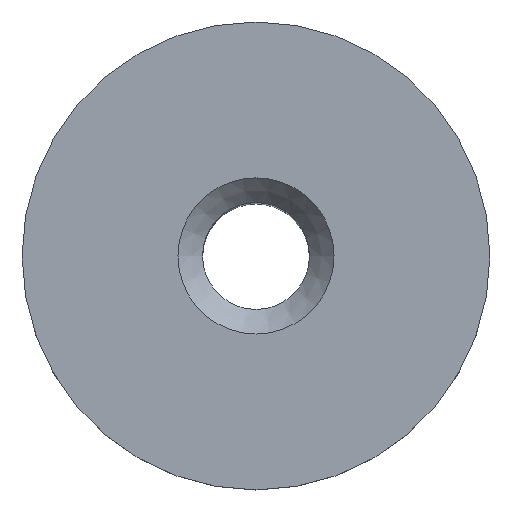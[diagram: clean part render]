
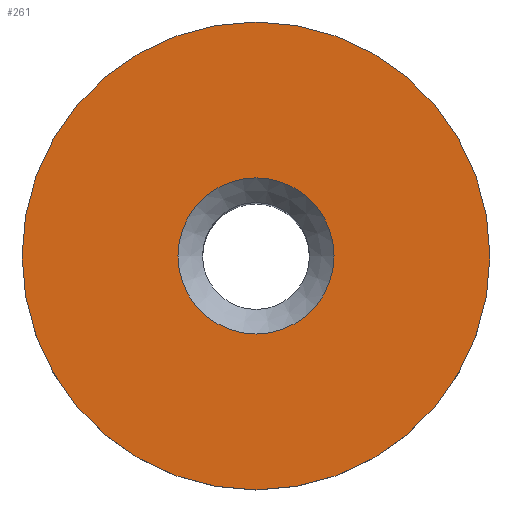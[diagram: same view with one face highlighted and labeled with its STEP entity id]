
A CAD part, top view. The second image highlights one B-rep face of the part: STEP entity #261.
In plain terms, the highlighted planar face has unit normal (0, 0, 1).
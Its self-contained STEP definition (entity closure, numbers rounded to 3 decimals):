
#17=FACE_BOUND('',#56,.T.);
#22=CIRCLE('',#289,3.17);
#25=CIRCLE('',#294,9.5);
#38=FACE_OUTER_BOUND('',#55,.T.);
#55=EDGE_LOOP('',(#216));
#56=EDGE_LOOP('',(#217));
#124=VERTEX_POINT('',#410);
#127=VERTEX_POINT('',#420);
#148=EDGE_CURVE('',#124,#124,#22,.T.);
#153=EDGE_CURVE('',#127,#127,#25,.T.);
#216=ORIENTED_EDGE('',*,*,#153,.T.);
#217=ORIENTED_EDGE('',*,*,#148,.T.);
#246=PLANE('',#301);
#261=ADVANCED_FACE('',(#38,#17),#246,.T.);
#289=AXIS2_PLACEMENT_3D('',#412,#331,#332);
#294=AXIS2_PLACEMENT_3D('',#422,#343,#344);
#301=AXIS2_PLACEMENT_3D('',#449,#368,#369);
#331=DIRECTION('center_axis',(0.,0.,-1.));
#332=DIRECTION('ref_axis',(1.,0.,0.));
#343=DIRECTION('center_axis',(0.,0.,1.));
#344=DIRECTION('ref_axis',(1.,0.,0.));
#368=DIRECTION('center_axis',(0.,0.,1.));
#369=DIRECTION('ref_axis',(1.,0.,0.));
#410=CARTESIAN_POINT('',(-3.17,0.,32.5));
#412=CARTESIAN_POINT('Origin',(0.,0.,32.5));
#420=CARTESIAN_POINT('',(9.5,0.,32.5));
#422=CARTESIAN_POINT('Origin',(0.,0.,32.5));
#449=CARTESIAN_POINT('Origin',(0.,0.,32.5));
